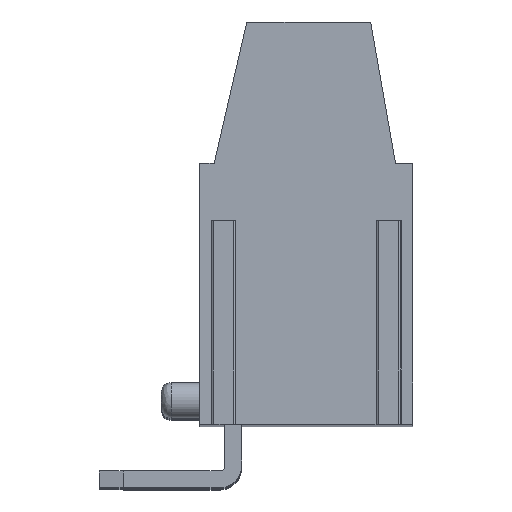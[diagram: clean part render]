
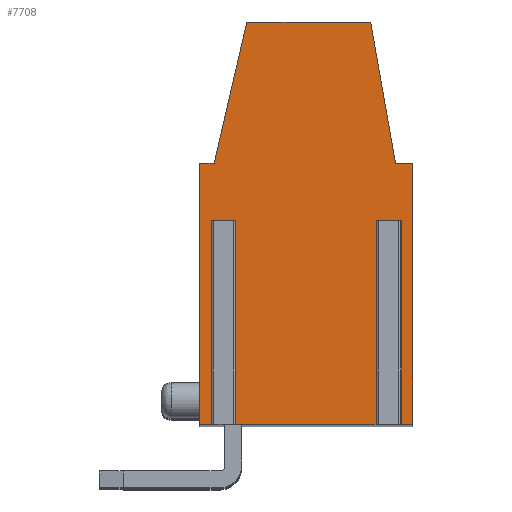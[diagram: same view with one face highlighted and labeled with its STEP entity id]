
A CAD part, top view. The second image highlights one B-rep face of the part: STEP entity #7708.
In plain terms, the highlighted planar face has unit normal (0, 0, 1).
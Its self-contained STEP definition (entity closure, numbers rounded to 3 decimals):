
#13=DIRECTION('',(-1.,0.,0.));
#14=VECTOR('',#13,0.814);
#15=CARTESIAN_POINT('',(6.453,1.45,57.5));
#16=LINE('',#15,#14);
#17=DIRECTION('',(0.,-1.,0.));
#18=VECTOR('',#17,8.5);
#19=CARTESIAN_POINT('',(5.639,1.45,57.5));
#20=LINE('',#19,#18);
#21=DIRECTION('',(-1.,0.,0.));
#22=VECTOR('',#21,6.078);
#23=CARTESIAN_POINT('',(5.639,-7.05,57.5));
#24=LINE('',#23,#22);
#25=DIRECTION('',(0.,-1.,0.));
#26=VECTOR('',#25,8.5);
#27=CARTESIAN_POINT('',(-0.439,1.45,57.5));
#28=LINE('',#27,#26);
#29=DIRECTION('',(-1.,0.,0.));
#30=VECTOR('',#29,0.814);
#31=CARTESIAN_POINT('',(-0.439,1.45,57.5));
#32=LINE('',#31,#30);
#33=DIRECTION('',(0.,-1.,0.));
#34=VECTOR('',#33,8.5);
#35=CARTESIAN_POINT('',(-1.253,1.45,57.5));
#36=LINE('',#35,#34);
#37=DIRECTION('',(-1.,0.,0.));
#38=VECTOR('',#37,0.597);
#39=CARTESIAN_POINT('',(-1.253,-7.05,57.5));
#40=LINE('',#39,#38);
#41=DIRECTION('',(0.,1.,0.));
#42=VECTOR('',#41,10.9);
#43=CARTESIAN_POINT('',(-1.85,-7.05,57.5));
#44=LINE('',#43,#42);
#45=DIRECTION('',(1.,0.,0.));
#46=VECTOR('',#45,0.6);
#47=CARTESIAN_POINT('',(-1.85,3.85,57.5));
#48=LINE('',#47,#46);
#49=DIRECTION('',(0.225,0.974,0.));
#50=VECTOR('',#49,6.055);
#51=CARTESIAN_POINT('',(-1.25,3.85,57.5));
#52=LINE('',#51,#50);
#53=DIRECTION('',(1.,0.,0.));
#54=VECTOR('',#53,5.178);
#55=CARTESIAN_POINT('',(0.112,9.75,57.5));
#56=LINE('',#55,#54);
#57=DIRECTION('',(0.174,-0.985,0.));
#58=VECTOR('',#57,5.991);
#59=CARTESIAN_POINT('',(5.29,9.75,57.5));
#60=LINE('',#59,#58);
#61=DIRECTION('',(1.,0.,0.));
#62=VECTOR('',#61,0.72);
#63=CARTESIAN_POINT('',(6.33,3.85,57.5));
#64=LINE('',#63,#62);
#65=DIRECTION('',(0.,-1.,0.));
#66=VECTOR('',#65,10.9);
#67=CARTESIAN_POINT('',(7.05,3.85,57.5));
#68=LINE('',#67,#66);
#69=DIRECTION('',(-1.,0.,0.));
#70=VECTOR('',#69,0.597);
#71=CARTESIAN_POINT('',(7.05,-7.05,57.5));
#72=LINE('',#71,#70);
#73=DIRECTION('',(0.,-1.,0.));
#74=VECTOR('',#73,8.5);
#75=CARTESIAN_POINT('',(6.453,1.45,57.5));
#76=LINE('',#75,#74);
#6021=CARTESIAN_POINT('',(7.05,3.85,57.5));
#6022=CARTESIAN_POINT('',(7.05,-7.05,57.5));
#6023=VERTEX_POINT('',#6021);
#6024=VERTEX_POINT('',#6022);
#6025=CARTESIAN_POINT('',(6.33,3.85,57.5));
#6026=VERTEX_POINT('',#6025);
#6027=CARTESIAN_POINT('',(5.29,9.75,57.5));
#6028=VERTEX_POINT('',#6027);
#6029=CARTESIAN_POINT('',(0.112,9.75,57.5));
#6030=VERTEX_POINT('',#6029);
#6031=CARTESIAN_POINT('',(-1.25,3.85,57.5));
#6032=VERTEX_POINT('',#6031);
#6033=CARTESIAN_POINT('',(-1.85,3.85,57.5));
#6034=VERTEX_POINT('',#6033);
#6035=CARTESIAN_POINT('',(-1.85,-7.05,57.5));
#6036=VERTEX_POINT('',#6035);
#6165=CARTESIAN_POINT('',(6.453,1.45,57.5));
#6166=CARTESIAN_POINT('',(5.639,1.45,57.5));
#6167=VERTEX_POINT('',#6165);
#6168=VERTEX_POINT('',#6166);
#6169=CARTESIAN_POINT('',(-0.439,1.45,57.5));
#6170=CARTESIAN_POINT('',(-1.253,1.45,57.5));
#6171=VERTEX_POINT('',#6169);
#6172=VERTEX_POINT('',#6170);
#6173=CARTESIAN_POINT('',(-1.253,-7.05,57.5));
#6174=VERTEX_POINT('',#6173);
#6175=CARTESIAN_POINT('',(-0.439,-7.05,57.5));
#6176=VERTEX_POINT('',#6175);
#6177=CARTESIAN_POINT('',(5.639,-7.05,57.5));
#6178=VERTEX_POINT('',#6177);
#6179=CARTESIAN_POINT('',(6.453,-7.05,57.5));
#6180=VERTEX_POINT('',#6179);
#7669=CARTESIAN_POINT('',(0.,0.,57.5));
#7670=DIRECTION('',(0.,0.,1.));
#7671=DIRECTION('',(1.,0.,0.));
#7672=AXIS2_PLACEMENT_3D('',#7669,#7670,#7671);
#7673=PLANE('',#7672);
#7675=ORIENTED_EDGE('',*,*,#7674,.T.);
#7677=ORIENTED_EDGE('',*,*,#7676,.T.);
#7679=ORIENTED_EDGE('',*,*,#7678,.T.);
#7681=ORIENTED_EDGE('',*,*,#7680,.F.);
#7683=ORIENTED_EDGE('',*,*,#7682,.T.);
#7685=ORIENTED_EDGE('',*,*,#7684,.T.);
#7687=ORIENTED_EDGE('',*,*,#7686,.T.);
#7689=ORIENTED_EDGE('',*,*,#7688,.T.);
#7691=ORIENTED_EDGE('',*,*,#7690,.T.);
#7693=ORIENTED_EDGE('',*,*,#7692,.T.);
#7695=ORIENTED_EDGE('',*,*,#7694,.T.);
#7697=ORIENTED_EDGE('',*,*,#7696,.T.);
#7699=ORIENTED_EDGE('',*,*,#7698,.T.);
#7701=ORIENTED_EDGE('',*,*,#7700,.T.);
#7703=ORIENTED_EDGE('',*,*,#7702,.T.);
#7705=ORIENTED_EDGE('',*,*,#7704,.F.);
#7706=EDGE_LOOP('',(#7675,#7677,#7679,#7681,#7683,#7685,#7687,#7689,#7691,#7693,
#7695,#7697,#7699,#7701,#7703,#7705));
#7707=FACE_OUTER_BOUND('',#7706,.F.);
#7674=EDGE_CURVE('',#6167,#6168,#16,.T.);
#7676=EDGE_CURVE('',#6168,#6178,#20,.T.);
#7678=EDGE_CURVE('',#6178,#6176,#24,.T.);
#7680=EDGE_CURVE('',#6171,#6176,#28,.T.);
#7682=EDGE_CURVE('',#6171,#6172,#32,.T.);
#7684=EDGE_CURVE('',#6172,#6174,#36,.T.);
#7686=EDGE_CURVE('',#6174,#6036,#40,.T.);
#7688=EDGE_CURVE('',#6036,#6034,#44,.T.);
#7690=EDGE_CURVE('',#6034,#6032,#48,.T.);
#7692=EDGE_CURVE('',#6032,#6030,#52,.T.);
#7694=EDGE_CURVE('',#6030,#6028,#56,.T.);
#7696=EDGE_CURVE('',#6028,#6026,#60,.T.);
#7698=EDGE_CURVE('',#6026,#6023,#64,.T.);
#7700=EDGE_CURVE('',#6023,#6024,#68,.T.);
#7702=EDGE_CURVE('',#6024,#6180,#72,.T.);
#7704=EDGE_CURVE('',#6167,#6180,#76,.T.);
#7708=ADVANCED_FACE('',(#7707),#7673,.T.);
